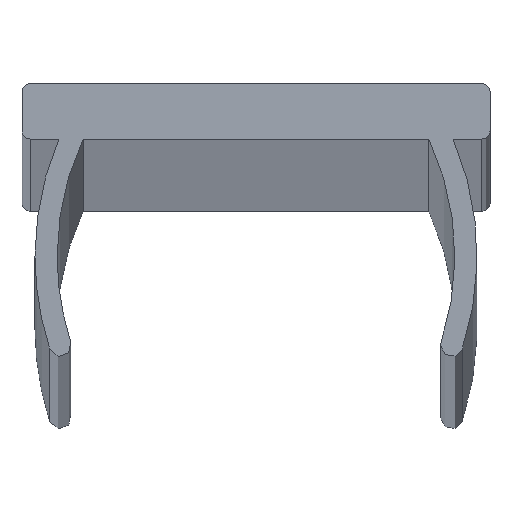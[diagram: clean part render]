
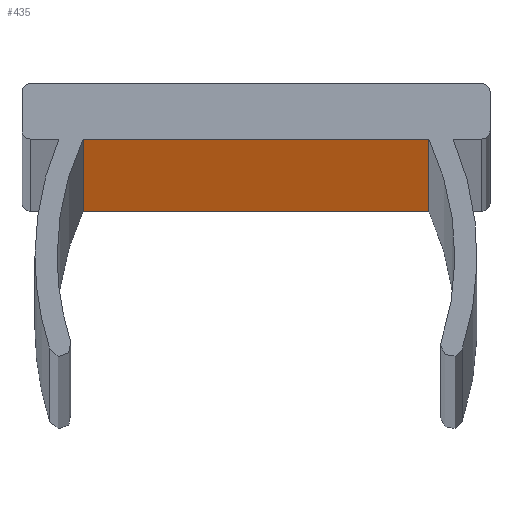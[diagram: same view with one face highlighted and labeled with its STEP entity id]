
A CAD part, top view. The second image highlights one B-rep face of the part: STEP entity #435.
In plain terms, the highlighted planar face has unit normal (0, -1, 0).
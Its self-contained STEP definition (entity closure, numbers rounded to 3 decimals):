
#4 = EDGE_CURVE ( 'NONE', #333, #313, #182, .T. ) ;
#35 = AXIS2_PLACEMENT_3D ( 'NONE', #664, #668, #669 ) ;
#77 = EDGE_CURVE ( 'NONE', #313, #348, #222, .T. ) ;
#85 = EDGE_CURVE ( 'NONE', #301, #348, #227, .T. ) ;
#92 = EDGE_CURVE ( 'NONE', #333, #301, #237, .T. ) ;
#164 = EDGE_LOOP ( 'NONE', ( #306, #370, #368, #365 ) ) ;
#182 = LINE ( 'NONE', #453, #187 ) ;
#187 = VECTOR ( 'NONE', #457, 1000. ) ;
#222 = LINE ( 'NONE', #502, #225 ) ;
#225 = VECTOR ( 'NONE', #500, 1000. ) ;
#227 = LINE ( 'NONE', #512, #233 ) ;
#233 = VECTOR ( 'NONE', #508, 1000. ) ;
#237 = LINE ( 'NONE', #519, #241 ) ;
#241 = VECTOR ( 'NONE', #520, 1000. ) ;
#301 = VERTEX_POINT ( 'NONE', #618 ) ;
#306 = ORIENTED_EDGE ( 'NONE', *, *, #77, .T. ) ;
#313 = VERTEX_POINT ( 'NONE', #620 ) ;
#333 = VERTEX_POINT ( 'NONE', #619 ) ;
#348 = VERTEX_POINT ( 'NONE', #626 ) ;
#365 = ORIENTED_EDGE ( 'NONE', *, *, #4, .T. ) ;
#368 = ORIENTED_EDGE ( 'NONE', *, *, #92, .F. ) ;
#370 = ORIENTED_EDGE ( 'NONE', *, *, #85, .F. ) ;
#394 = FACE_OUTER_BOUND ( 'NONE', #164, .T. ) ;
#435 = ADVANCED_FACE ( 'NONE', ( #394 ), #666, .F. ) ;
#453 = CARTESIAN_POINT ( 'NONE',  ( -4.175, -1.35, 500. ) ) ;
#457 = DIRECTION ( 'NONE',  ( 0., 0., -1. ) ) ;
#500 = DIRECTION ( 'NONE',  ( 1., 0., 0. ) ) ;
#502 = CARTESIAN_POINT ( 'NONE',  ( 4.175, -1.35, -500. ) ) ;
#508 = DIRECTION ( 'NONE',  ( 0., 0., -1. ) ) ;
#512 = CARTESIAN_POINT ( 'NONE',  ( 4.175, -1.35, 500. ) ) ;
#519 = CARTESIAN_POINT ( 'NONE',  ( 4.175, -1.35, 500. ) ) ;
#520 = DIRECTION ( 'NONE',  ( 1., 0., 0. ) ) ;
#618 = CARTESIAN_POINT ( 'NONE',  ( 4.175, -1.35, 500. ) ) ;
#619 = CARTESIAN_POINT ( 'NONE',  ( -4.175, -1.35, 500. ) ) ;
#620 = CARTESIAN_POINT ( 'NONE',  ( -4.175, -1.35, -500. ) ) ;
#626 = CARTESIAN_POINT ( 'NONE',  ( 4.175, -1.35, -500. ) ) ;
#664 = CARTESIAN_POINT ( 'NONE',  ( 4.175, -1.35, 500. ) ) ;
#666 = PLANE ( 'NONE',  #35 ) ;
#668 = DIRECTION ( 'NONE',  ( 0., 1., 0. ) ) ;
#669 = DIRECTION ( 'NONE',  ( -1., 0., 0. ) ) ;
